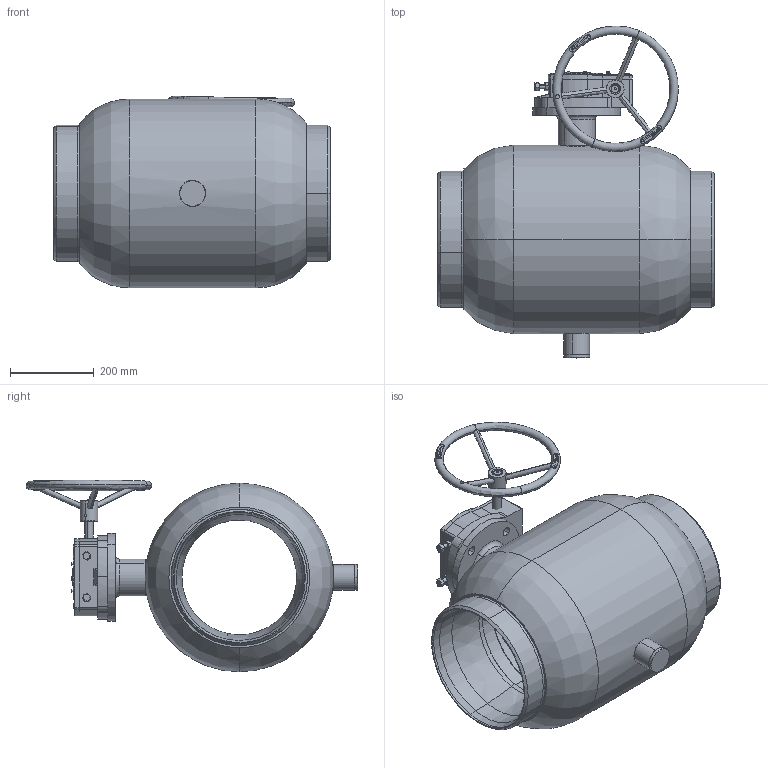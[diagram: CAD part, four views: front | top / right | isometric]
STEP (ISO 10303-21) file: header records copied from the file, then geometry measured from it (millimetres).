
FILE_DESCRIPTION (( 'STEP AP214' ), '1' );
FILE_NAME ('DN300涡轮球阀PN25.STEP', '2023-10-09T01:37:37', ( '' ), ( '' ), 'SwSTEP 2.0', 'SolidWorks 2019', '' );
FILE_SCHEMA (( 'AUTOMOTIVE_DESIGN' ));
Length unit declared in the file: millimetre
Products named in the file (27): 癹弇蹟譫; 癹弇蹟佪; 梓齪; 眊极; 蹟佪4; 錨璃4; 錨璃5; 錨璃; 胶圈; 忒謫; 200-300瑩; Q61F-300-22狟揤裔; Q61F-300-4傻諉; 錨璃6; DN300恦謫⑩概PN25; Q61F-300-19苤粣杶; 300粣杶珨; Q61F-300-1概极樓馱; 眊裔; 硌尨齪; 癹弇結輸; 300恘謫; 蹟佪; 恘謫; 蹟佪5; 陔蜊Q61F-300-3概裝 -; 恘裝
Assembly tree (38 placements, depth 3):
  DN300恦謫⑩概PN25
    Q61F-300-1概极樓馱
    Q61F-300-22狟揤裔
    300粣杶珨
    Q61F-300-4傻諉  x2
    陔蜊Q61F-300-3概裝 -
    Q61F-300-19苤粣杶
    200-300瑩
    300恘謫
      眊极
      眊裔
      恘裝
      忒謫
      梓齪
      蹟佪  x6
      錨璃4
      恘謫
      胶圈  x2
      蹟佪5  x2
      錨璃
      錨璃5
      錨璃6
      癹弇蹟佪  x2
      癹弇蹟譫  x2
      蹟佪4  x2
      硌尨齪
      癹弇結輸  x2
Bounding box: 660 x 791.79 x 456.86 mm (x, y, z)
Volume: 15765335.7 mm3; surface area: 2941119.1 mm2
Topology: 39 solids, 39 shells, 3859 faces, 10219 edges, 6759 vertices
Faces by surface type: plane 2483, bspline 804, cylinder 496, cone 42, torus 34
Entity records: 164359 total; most frequent: CARTESIAN_POINT 73281, ORIENTED_EDGE 19746, DIRECTION 14897, EDGE_CURVE 9873, VECTOR 7295, LINE 7295, VERTEX_POINT 6543, EDGE_LOOP 4088
